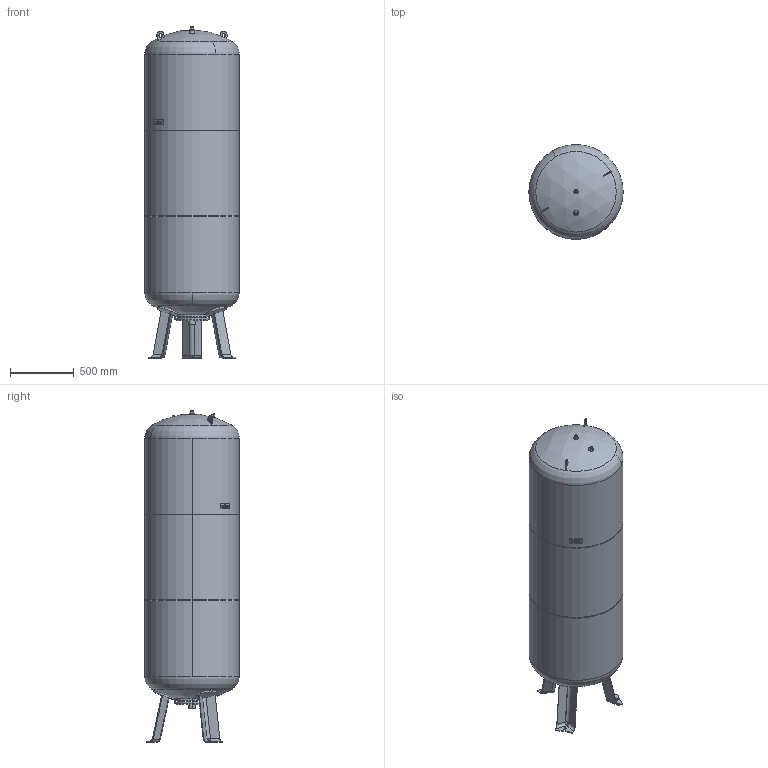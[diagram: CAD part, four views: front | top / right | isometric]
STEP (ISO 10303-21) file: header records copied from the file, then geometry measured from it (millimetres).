
FILE_DESCRIPTION((''),'2;1');
FILE_NAME('3d_DE1000(740mm)_10bar-7306970.stp','2009-12-29T14:03:55',(''),(''),'Mechanical Desktop 2008','Mechanical Desktop 2008',', , ');
FILE_SCHEMA(('CONFIG_CONTROL_DESIGN'));
Length unit declared in the file: millimetre
Products named in the file (1): Product
Bounding box: 740 x 740 x 2604 mm (x, y, z)
Volume: 915715239.1 mm3; surface area: 8208986.3 mm2
Topology: 20 solids, 20 shells, 441 faces, 1034 edges, 658 vertices
Faces by surface type: plane 221, cylinder 123, cone 44, bspline 30, torus 12, sphere 11
Entity records: 13273 total; most frequent: CARTESIAN_POINT 2910, DIRECTION 2190, ORIENTED_EDGE 2044, EDGE_CURVE 1022, AXIS2_PLACEMENT_3D 780, VERTEX_POINT 658, VECTOR 630, LINE 630
